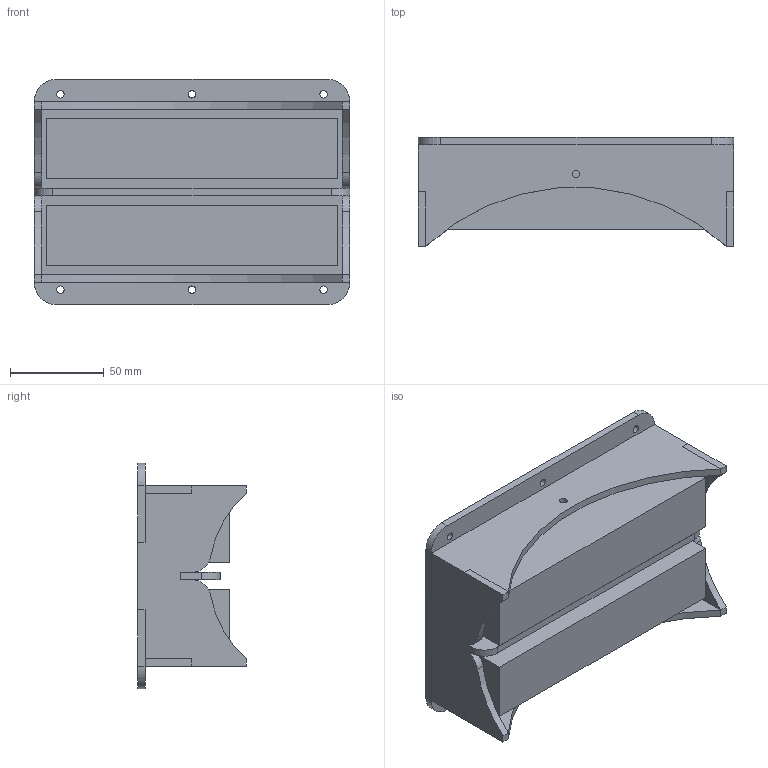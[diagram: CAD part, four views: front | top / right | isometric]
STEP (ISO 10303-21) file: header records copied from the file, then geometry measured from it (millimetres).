
FILE_DESCRIPTION(/* description */ (''),/* implementation_level */ '2;1');
FILE_NAME(/* name */ 'Lipo_cover_tw v13.step',/* time_stamp */ '2019-04-02T16:54:45+09:00',/* author */ ('siriusantares1119'),/* organization */ (''),/* preprocessor_version */ 'ST-DEVELOPER v17.2',/* originating_system */ 'Autodesk Translation Framework v7.6.0.251',/* authorisation */ '');
FILE_SCHEMA (('AUTOMOTIVE_DESIGN { 1 0 10303 214 3 1 1 }'));
Length unit declared in the file: millimetre
Products named in the file (1): Lipo_cover_tw
Bounding box: 168 x 58 x 120 mm (x, y, z)
Volume: 624685.6 mm3; surface area: 154601.7 mm2
Topology: 8 solids, 8 shells, 148 faces, 396 edges, 264 vertices
Faces by surface type: plane 124, cylinder 24
Full cylindrical faces by diameter (mm): 4 x8
Entity records: 4656 total; most frequent: CARTESIAN_POINT 809, ORIENTED_EDGE 792, DIRECTION 742, EDGE_CURVE 396, LINE 348, VECTOR 348, VERTEX_POINT 264, AXIS2_PLACEMENT_3D 197
